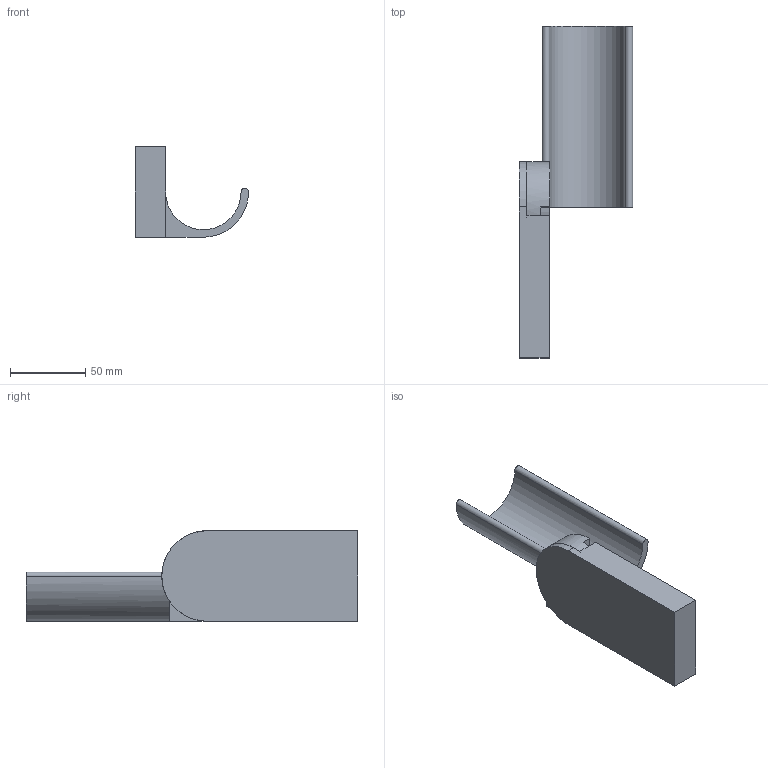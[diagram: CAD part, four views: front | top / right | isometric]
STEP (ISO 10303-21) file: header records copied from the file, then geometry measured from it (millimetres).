
FILE_DESCRIPTION(/* description */ (''),/* implementation_level */ '2;1');
FILE_NAME(/* name */ 'robotArm_V1.step.step',/* time_stamp */ '2025-10-03T21:20:16-05:00',/* author */ (''),/* organization */ (''),/* preprocessor_version */ 'ST-DEVELOPER v20.1',/* originating_system */ 'Autodesk Translation Framework v14.17.0.0',/* authorisation */ '');
FILE_SCHEMA (('AUTOMOTIVE_DESIGN { 1 0 10303 214 3 1 1 }'));
Length unit declared in the file: millimetre
Products named in the file (4): 2025-09-02-20-16-14-317; 2025-09-02-20-45-09-827; 2025-09-03-14-42-04-041; 2025-09-03-14-56-24-560
Assembly tree (3 placements, depth 2):
  2025-09-02-20-16-14-317
    2025-09-02-20-45-09-827
    2025-09-03-14-42-04-041
    2025-09-03-14-56-24-560
Bounding box: 75 x 220 x 60 mm (x, y, z)
Volume: 196508.9 mm3; surface area: 54869.4 mm2
Topology: 3 solids, 3 shells, 40 faces, 100 edges, 65 vertices
Faces by surface type: plane 23, cylinder 14, torus 2, sphere 1
Full cylindrical faces by diameter (mm): 17.8 x1, 23.8 x1, 24 x1
Entity records: 1345 total; most frequent: DIRECTION 236, CARTESIAN_POINT 227, ORIENTED_EDGE 196, EDGE_CURVE 98, AXIS2_PLACEMENT_3D 92, VERTEX_POINT 65, LINE 52, VECTOR 52
